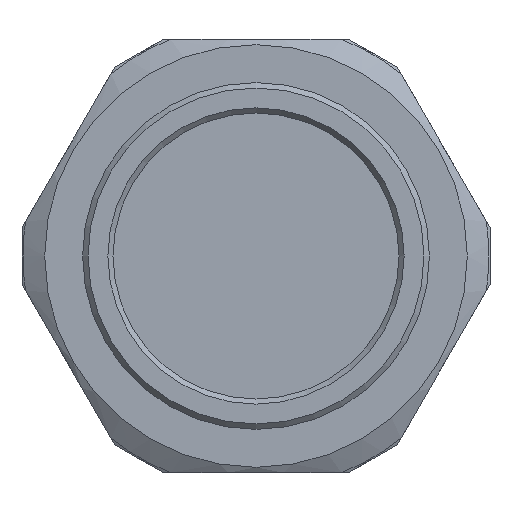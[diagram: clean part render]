
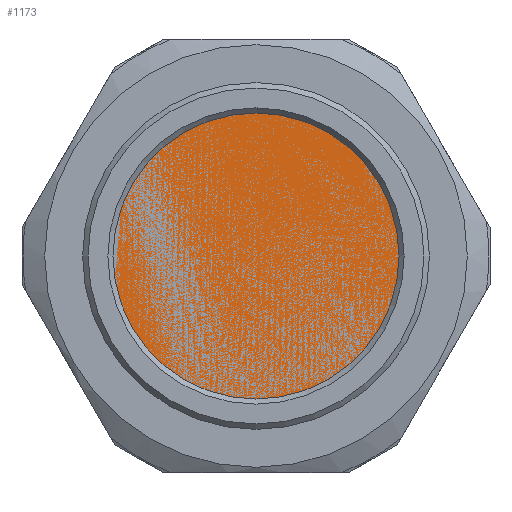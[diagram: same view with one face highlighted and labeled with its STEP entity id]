
A CAD part, front view. The second image highlights one B-rep face of the part: STEP entity #1173.
In plain terms, the highlighted planar face has unit normal (0, 1, 0).
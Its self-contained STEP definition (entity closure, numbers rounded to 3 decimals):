
#381=FACE_OUTER_BOUND('',#450,.T.);
#450=EDGE_LOOP('',(#1070));
#491=CIRCLE('',#1298,16.);
#595=VERTEX_POINT('',#2058);
#754=EDGE_CURVE('',#595,#595,#491,.T.);
#1070=ORIENTED_EDGE('',*,*,#754,.T.);
#1109=PLANE('',#1297);
#1173=ADVANCED_FACE('',(#381),#1109,.T.);
#1297=AXIS2_PLACEMENT_3D('',#2057,#1574,#1575);
#1298=AXIS2_PLACEMENT_3D('',#2059,#1576,#1577);
#1574=DIRECTION('center_axis',(0.,1.,0.));
#1575=DIRECTION('ref_axis',(0.,0.,1.));
#1576=DIRECTION('center_axis',(0.,1.,0.));
#1577=DIRECTION('ref_axis',(-1.,0.,0.));
#2057=CARTESIAN_POINT('Origin',(190.875,18.124,257.656));
#2058=CARTESIAN_POINT('',(206.875,18.124,257.656));
#2059=CARTESIAN_POINT('Origin',(190.875,18.124,257.656));
